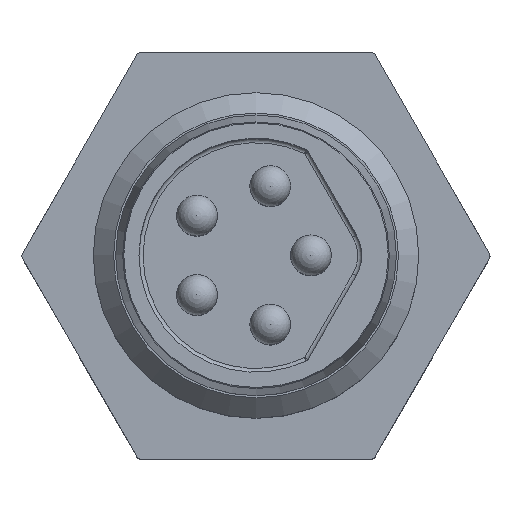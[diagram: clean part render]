
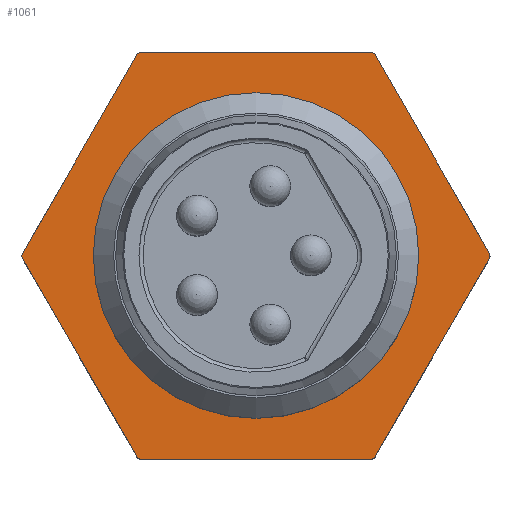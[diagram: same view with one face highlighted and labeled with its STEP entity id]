
A CAD part, top view. The second image highlights one B-rep face of the part: STEP entity #1061.
In plain terms, the highlighted planar face has unit normal (0, 0, 1).
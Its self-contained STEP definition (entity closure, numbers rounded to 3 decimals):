
#815=PLANE('',#3009);
#872=FACE_BOUND('',#1364,.T.);
#873=FACE_BOUND('',#1365,.T.);
#1061=ADVANCED_FACE('',(#872,#873),#815,.F.);
#1364=EDGE_LOOP('',(#1787));
#1365=EDGE_LOOP('',(#1788,#1789,#1790,#1791,#1792,#1793,#1794,#1795,#1796,
#1797,#1798,#1799));
#1615=LINE('',#4087,#1696);
#1616=LINE('',#4091,#1697);
#1617=LINE('',#4095,#1698);
#1618=LINE('',#4099,#1699);
#1619=LINE('',#4103,#1700);
#1620=LINE('',#4107,#1701);
#1696=VECTOR('',#3353,1.);
#1697=VECTOR('',#3356,1.);
#1698=VECTOR('',#3359,1.);
#1699=VECTOR('',#3362,1.);
#1700=VECTOR('',#3365,1.);
#1701=VECTOR('',#3368,1.);
#1787=ORIENTED_EDGE('',*,*,#2557,.T.);
#1788=ORIENTED_EDGE('',*,*,#2558,.F.);
#1789=ORIENTED_EDGE('',*,*,#2559,.T.);
#1790=ORIENTED_EDGE('',*,*,#2560,.F.);
#1791=ORIENTED_EDGE('',*,*,#2561,.T.);
#1792=ORIENTED_EDGE('',*,*,#2562,.F.);
#1793=ORIENTED_EDGE('',*,*,#2563,.T.);
#1794=ORIENTED_EDGE('',*,*,#2564,.F.);
#1795=ORIENTED_EDGE('',*,*,#2565,.F.);
#1796=ORIENTED_EDGE('',*,*,#2566,.F.);
#1797=ORIENTED_EDGE('',*,*,#2567,.F.);
#1798=ORIENTED_EDGE('',*,*,#2568,.F.);
#1799=ORIENTED_EDGE('',*,*,#2569,.F.);
#2343=VERTEX_POINT('',#4083);
#2344=VERTEX_POINT('',#4085);
#2345=VERTEX_POINT('',#4086);
#2346=VERTEX_POINT('',#4088);
#2347=VERTEX_POINT('',#4090);
#2348=VERTEX_POINT('',#4092);
#2349=VERTEX_POINT('',#4094);
#2350=VERTEX_POINT('',#4096);
#2351=VERTEX_POINT('',#4098);
#2352=VERTEX_POINT('',#4100);
#2353=VERTEX_POINT('',#4102);
#2354=VERTEX_POINT('',#4104);
#2355=VERTEX_POINT('',#4106);
#2557=EDGE_CURVE('',#2343,#2343,#2831,.T.);
#2558=EDGE_CURVE('',#2344,#2345,#2832,.T.);
#2559=EDGE_CURVE('',#2344,#2346,#1615,.T.);
#2560=EDGE_CURVE('',#2347,#2346,#2833,.T.);
#2561=EDGE_CURVE('',#2347,#2348,#1616,.T.);
#2562=EDGE_CURVE('',#2349,#2348,#2834,.T.);
#2563=EDGE_CURVE('',#2349,#2350,#1617,.T.);
#2564=EDGE_CURVE('',#2351,#2350,#2835,.T.);
#2565=EDGE_CURVE('',#2352,#2351,#1618,.T.);
#2566=EDGE_CURVE('',#2353,#2352,#2836,.T.);
#2567=EDGE_CURVE('',#2354,#2353,#1619,.T.);
#2568=EDGE_CURVE('',#2355,#2354,#2837,.T.);
#2569=EDGE_CURVE('',#2345,#2355,#1620,.T.);
#2831=CIRCLE('',#3002,3.45);
#2832=CIRCLE('',#3003,5.75);
#2833=CIRCLE('',#3004,5.75);
#2834=CIRCLE('',#3005,5.75);
#2835=CIRCLE('',#3006,5.75);
#2836=CIRCLE('',#3007,5.75);
#2837=CIRCLE('',#3008,5.75);
#3002=AXIS2_PLACEMENT_3D('',#4082,#3349,#3350);
#3003=AXIS2_PLACEMENT_3D('',#4084,#3351,#3352);
#3004=AXIS2_PLACEMENT_3D('',#4089,#3354,#3355);
#3005=AXIS2_PLACEMENT_3D('',#4093,#3357,#3358);
#3006=AXIS2_PLACEMENT_3D('',#4097,#3360,#3361);
#3007=AXIS2_PLACEMENT_3D('',#4101,#3363,#3364);
#3008=AXIS2_PLACEMENT_3D('',#4105,#3366,#3367);
#3009=AXIS2_PLACEMENT_3D('',#4108,#3369,#3370);
#3349=DIRECTION('',(0.,0.,-1.));
#3350=DIRECTION('',(-1.,0.,0.));
#3351=DIRECTION('',(0.,0.,-1.));
#3352=DIRECTION('',(0.,-1.,0.));
#3353=DIRECTION('',(0.5,-0.866,0.));
#3354=DIRECTION('',(0.,0.,-1.));
#3355=DIRECTION('',(0.,-1.,0.));
#3356=DIRECTION('',(1.,0.,0.));
#3357=DIRECTION('',(0.,0.,-1.));
#3358=DIRECTION('',(0.,-1.,0.));
#3359=DIRECTION('',(0.5,0.866,0.));
#3360=DIRECTION('',(0.,0.,-1.));
#3361=DIRECTION('',(0.,-1.,0.));
#3362=DIRECTION('',(0.5,-0.866,0.));
#3363=DIRECTION('',(0.,0.,-1.));
#3364=DIRECTION('',(0.,-1.,0.));
#3365=DIRECTION('',(1.,0.,0.));
#3366=DIRECTION('',(0.,0.,-1.));
#3367=DIRECTION('',(0.,-1.,0.));
#3368=DIRECTION('',(0.5,0.866,0.));
#3369=DIRECTION('',(0.,0.,-1.));
#3370=DIRECTION('',(0.,-1.,0.));
#4082=CARTESIAN_POINT('',(-230.,10.,0.));
#4083=CARTESIAN_POINT('',(-233.45,10.,0.));
#4084=CARTESIAN_POINT('',(-230.,10.,0.));
#4085=CARTESIAN_POINT('',(-235.75,9.959,0.));
#4086=CARTESIAN_POINT('',(-235.75,10.041,0.));
#4087=CARTESIAN_POINT('',(-234.33,7.5,0.));
#4088=CARTESIAN_POINT('',(-232.91,5.041,0.));
#4089=CARTESIAN_POINT('',(-230.,10.,0.));
#4090=CARTESIAN_POINT('',(-232.839,5.,0.));
#4091=CARTESIAN_POINT('',(-230.,5.,0.));
#4092=CARTESIAN_POINT('',(-227.161,5.,0.));
#4093=CARTESIAN_POINT('',(-230.,10.,0.));
#4094=CARTESIAN_POINT('',(-227.09,5.041,0.));
#4095=CARTESIAN_POINT('',(-225.67,7.5,0.));
#4096=CARTESIAN_POINT('',(-224.25,9.959,0.));
#4097=CARTESIAN_POINT('',(-230.,10.,0.));
#4098=CARTESIAN_POINT('',(-224.25,10.041,0.));
#4099=CARTESIAN_POINT('',(-225.67,12.5,0.));
#4100=CARTESIAN_POINT('',(-227.09,14.959,0.));
#4101=CARTESIAN_POINT('',(-230.,10.,0.));
#4102=CARTESIAN_POINT('',(-227.161,15.,0.));
#4103=CARTESIAN_POINT('',(-230.,15.,0.));
#4104=CARTESIAN_POINT('',(-232.839,15.,0.));
#4105=CARTESIAN_POINT('',(-230.,10.,0.));
#4106=CARTESIAN_POINT('',(-232.91,14.959,0.));
#4107=CARTESIAN_POINT('',(-234.33,12.5,0.));
#4108=CARTESIAN_POINT('',(-230.,10.,0.));
